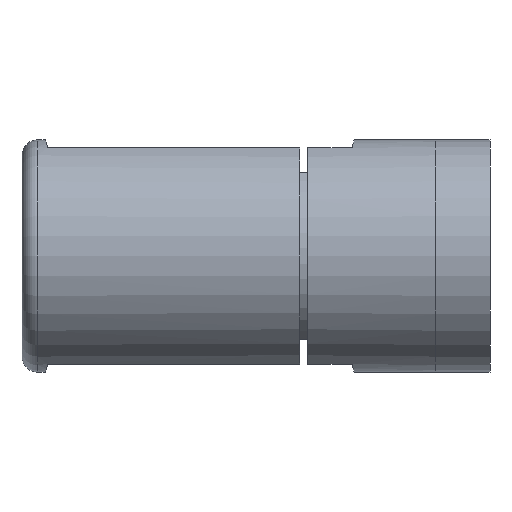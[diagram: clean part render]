
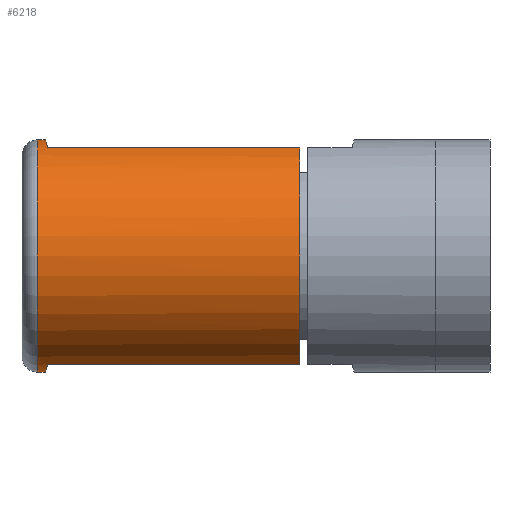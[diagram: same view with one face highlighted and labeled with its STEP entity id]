
A CAD part, left-side view. The second image highlights one B-rep face of the part: STEP entity #6218.
In plain terms, the highlighted cylindrical face has radius 15 mm (diameter 30 mm), a full revolution.
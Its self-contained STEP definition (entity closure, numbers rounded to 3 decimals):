
#170 = AXIS2_PLACEMENT_3D ( 'NONE', #7365, #14123, #16728 ) ;
#201 = EDGE_LOOP ( 'NONE', ( #1667 ) ) ;
#397 = CIRCLE ( 'NONE', #1356, 15. ) ;
#427 = DIRECTION ( 'NONE',  ( 0., -1., 0. ) ) ;
#444 = EDGE_CURVE ( 'NONE', #5224, #12336, #8702, .T. ) ;
#620 = DIRECTION ( 'NONE',  ( 0., 1., 0. ) ) ;
#658 = CARTESIAN_POINT ( 'NONE',  ( -1.888, 4.599, 15. ) ) ;
#765 = CARTESIAN_POINT ( 'NONE',  ( 5.5, 37.4, -13.955 ) ) ;
#916 = CARTESIAN_POINT ( 'NONE',  ( -5.5, 4.788, -13.955 ) ) ;
#930 = CARTESIAN_POINT ( 'NONE',  ( 0., 4.5, -15. ) ) ;
#1171 = VERTEX_POINT ( 'NONE', #16517 ) ;
#1356 = AXIS2_PLACEMENT_3D ( 'NONE', #13609, #12540, #12646 ) ;
#1621 = CARTESIAN_POINT ( 'NONE',  ( 5.5, 37.4, 13.955 ) ) ;
#1660 = EDGE_LOOP ( 'NONE', ( #16012, #3005, #16877, #5652, #10528, #10110, #11491, #17275, #15301, #13685 ) ) ;
#1667 = ORIENTED_EDGE ( 'NONE', *, *, #2443, .T. ) ;
#1827 = CYLINDRICAL_SURFACE ( 'NONE', #170, 15. ) ;
#2443 = EDGE_CURVE ( 'NONE', #10254, #10254, #397, .T. ) ;
#2457 = FACE_OUTER_BOUND ( 'NONE', #201, .T. ) ;
#2786 = CARTESIAN_POINT ( 'NONE',  ( 5.5, 37.4, -13.955 ) ) ;
#2941 =( BOUNDED_CURVE ( )  B_SPLINE_CURVE ( 3, ( #8672, #658, #12622, #5805 ),
 .UNSPECIFIED., .F., .T. ) 
 B_SPLINE_CURVE_WITH_KNOTS ( ( 4, 4 ),
 ( 1.571, 1.946 ),
 .UNSPECIFIED. ) 
 CURVE ( )  GEOMETRIC_REPRESENTATION_ITEM ( )  RATIONAL_B_SPLINE_CURVE ( ( 1., 0.988, 0.988, 1. ) ) 
 REPRESENTATION_ITEM ( '' )  );
#3005 = ORIENTED_EDGE ( 'NONE', *, *, #15114, .T. ) ;
#3575 = AXIS2_PLACEMENT_3D ( 'NONE', #4584, #620, #7194 ) ;
#3588 = CARTESIAN_POINT ( 'NONE',  ( 3.743, 4.696, 14.648 ) ) ;
#3971 = EDGE_CURVE ( 'NONE', #5070, #1171, #12671, .T. ) ;
#4140 = EDGE_CURVE ( 'NONE', #10238, #12799, #13950, .T. ) ;
#4250 = CARTESIAN_POINT ( 'NONE',  ( 0., 4.5, -15. ) ) ;
#4298 = CIRCLE ( 'NONE', #17289, 15. ) ;
#4369 = CARTESIAN_POINT ( 'NONE',  ( 3.743, 4.696, -14.648 ) ) ;
#4382 = CARTESIAN_POINT ( 'NONE',  ( -5.5, 37.4, -13.955 ) ) ;
#4584 = CARTESIAN_POINT ( 'NONE',  ( 0., 37.4, 0. ) ) ;
#4626 = VERTEX_POINT ( 'NONE', #14476 ) ;
#4915 = CARTESIAN_POINT ( 'NONE',  ( -5.5, 37.4, 13.955 ) ) ;
#5062 = LINE ( 'NONE', #15942, #5707 ) ;
#5070 = VERTEX_POINT ( 'NONE', #12144 ) ;
#5224 = VERTEX_POINT ( 'NONE', #16147 ) ;
#5348 = CARTESIAN_POINT ( 'NONE',  ( 0., 4.5, -15. ) ) ;
#5505 = DIRECTION ( 'NONE',  ( 0., -1., 0. ) ) ;
#5617 = EDGE_CURVE ( 'NONE', #7218, #4626, #15262, .T. ) ;
#5626 = CARTESIAN_POINT ( 'NONE',  ( 5.5, 4.788, -13.955 ) ) ;
#5652 = ORIENTED_EDGE ( 'NONE', *, *, #15008, .T. ) ;
#5707 = VECTOR ( 'NONE', #5505, 1000. ) ;
#5793 = VECTOR ( 'NONE', #427, 1000. ) ;
#5805 = CARTESIAN_POINT ( 'NONE',  ( -5.5, 4.788, 13.955 ) ) ;
#5841 = EDGE_CURVE ( 'NONE', #12799, #7218, #11391, .T. ) ;
#6024 = VERTEX_POINT ( 'NONE', #2786 ) ;
#6189 = DIRECTION ( 'NONE',  ( 0., 1., 0. ) ) ;
#6218 = ADVANCED_FACE ( 'NONE', ( #2457, #15027 ), #1827, .T. ) ;
#7194 = DIRECTION ( 'NONE',  ( 0., 0., 1. ) ) ;
#7218 = VERTEX_POINT ( 'NONE', #930 ) ;
#7365 = CARTESIAN_POINT ( 'NONE',  ( 0., 37.4, 0. ) ) ;
#7472 = EDGE_CURVE ( 'NONE', #8812, #6024, #4298, .T. ) ;
#8038 = CARTESIAN_POINT ( 'NONE',  ( -1.888, 4.599, -15. ) ) ;
#8443 = CARTESIAN_POINT ( 'NONE',  ( -5.5, 4.788, -13.955 ) ) ;
#8646 = CARTESIAN_POINT ( 'NONE',  ( -5.5, 37.4, 13.955 ) ) ;
#8672 = CARTESIAN_POINT ( 'NONE',  ( 0., 4.5, 15. ) ) ;
#8702 = LINE ( 'NONE', #4915, #9517 ) ;
#8812 = VERTEX_POINT ( 'NONE', #1621 ) ;
#9010 = EDGE_CURVE ( 'NONE', #1171, #5224, #2941, .T. ) ;
#9517 = VECTOR ( 'NONE', #16641, 1000. ) ;
#10071 = DIRECTION ( 'NONE',  ( 0., 0., 1. ) ) ;
#10098 = DIRECTION ( 'NONE',  ( 0., 1., 0. ) ) ;
#10110 = ORIENTED_EDGE ( 'NONE', *, *, #9010, .T. ) ;
#10238 = VERTEX_POINT ( 'NONE', #12436 ) ;
#10243 = CARTESIAN_POINT ( 'NONE',  ( 5.5, 4.788, 13.955 ) ) ;
#10254 = VERTEX_POINT ( 'NONE', #16927 ) ;
#10528 = ORIENTED_EDGE ( 'NONE', *, *, #3971, .T. ) ;
#11391 =( BOUNDED_CURVE ( )  B_SPLINE_CURVE ( 3, ( #916, #11806, #8038, #5348 ),
 .UNSPECIFIED., .F., .F. ) 
 B_SPLINE_CURVE_WITH_KNOTS ( ( 4, 4 ),
 ( 4.337, 4.712 ),
 .UNSPECIFIED. ) 
 CURVE ( )  GEOMETRIC_REPRESENTATION_ITEM ( )  RATIONAL_B_SPLINE_CURVE ( ( 1., 0.988, 0.988, 1. ) ) 
 REPRESENTATION_ITEM ( '' )  );
#11481 = CARTESIAN_POINT ( 'NONE',  ( 0., 37.4, 0. ) ) ;
#11491 = ORIENTED_EDGE ( 'NONE', *, *, #444, .T. ) ;
#11515 = CIRCLE ( 'NONE', #3575, 15. ) ;
#11545 = LINE ( 'NONE', #765, #15537 ) ;
#11806 = CARTESIAN_POINT ( 'NONE',  ( -3.743, 4.696, -14.648 ) ) ;
#12144 = CARTESIAN_POINT ( 'NONE',  ( 5.5, 4.788, 13.955 ) ) ;
#12336 = VERTEX_POINT ( 'NONE', #8646 ) ;
#12436 = CARTESIAN_POINT ( 'NONE',  ( -5.5, 37.4, -13.955 ) ) ;
#12540 = DIRECTION ( 'NONE',  ( 0., 1., 0. ) ) ;
#12622 = CARTESIAN_POINT ( 'NONE',  ( -3.743, 4.696, 14.648 ) ) ;
#12646 = DIRECTION ( 'NONE',  ( 0., 0., -1. ) ) ;
#12671 =( BOUNDED_CURVE ( )  B_SPLINE_CURVE ( 3, ( #10243, #3588, #17129, #14634 ),
 .UNSPECIFIED., .F., .F. ) 
 B_SPLINE_CURVE_WITH_KNOTS ( ( 4, 4 ),
 ( 4.337, 4.712 ),
 .UNSPECIFIED. ) 
 CURVE ( )  GEOMETRIC_REPRESENTATION_ITEM ( )  RATIONAL_B_SPLINE_CURVE ( ( 1., 0.988, 0.988, 1. ) ) 
 REPRESENTATION_ITEM ( '' )  );
#12799 = VERTEX_POINT ( 'NONE', #8443 ) ;
#13609 = CARTESIAN_POINT ( 'NONE',  ( 0., 3.5, 0. ) ) ;
#13624 = CARTESIAN_POINT ( 'NONE',  ( 1.888, 4.599, -15. ) ) ;
#13685 = ORIENTED_EDGE ( 'NONE', *, *, #5841, .T. ) ;
#13950 = LINE ( 'NONE', #4382, #5793 ) ;
#14123 = DIRECTION ( 'NONE',  ( 0., -1., 0. ) ) ;
#14476 = CARTESIAN_POINT ( 'NONE',  ( 5.5, 4.788, -13.955 ) ) ;
#14634 = CARTESIAN_POINT ( 'NONE',  ( 0., 4.5, 15. ) ) ;
#15008 = EDGE_CURVE ( 'NONE', #8812, #5070, #5062, .T. ) ;
#15027 = FACE_OUTER_BOUND ( 'NONE', #1660, .T. ) ;
#15114 = EDGE_CURVE ( 'NONE', #4626, #6024, #11545, .T. ) ;
#15262 =( BOUNDED_CURVE ( )  B_SPLINE_CURVE ( 3, ( #4250, #13624, #4369, #5626 ),
 .UNSPECIFIED., .F., .F. ) 
 B_SPLINE_CURVE_WITH_KNOTS ( ( 4, 4 ),
 ( 1.571, 1.946 ),
 .UNSPECIFIED. ) 
 CURVE ( )  GEOMETRIC_REPRESENTATION_ITEM ( )  RATIONAL_B_SPLINE_CURVE ( ( 1., 0.988, 0.988, 1. ) ) 
 REPRESENTATION_ITEM ( '' )  );
#15301 = ORIENTED_EDGE ( 'NONE', *, *, #4140, .T. ) ;
#15537 = VECTOR ( 'NONE', #10098, 1000. ) ;
#15942 = CARTESIAN_POINT ( 'NONE',  ( 5.5, 37.4, 13.955 ) ) ;
#16012 = ORIENTED_EDGE ( 'NONE', *, *, #5617, .T. ) ;
#16147 = CARTESIAN_POINT ( 'NONE',  ( -5.5, 4.788, 13.955 ) ) ;
#16470 = EDGE_CURVE ( 'NONE', #10238, #12336, #11515, .T. ) ;
#16517 = CARTESIAN_POINT ( 'NONE',  ( 0., 4.5, 15. ) ) ;
#16641 = DIRECTION ( 'NONE',  ( 0., 1., 0. ) ) ;
#16728 = DIRECTION ( 'NONE',  ( 0., 0., -1. ) ) ;
#16877 = ORIENTED_EDGE ( 'NONE', *, *, #7472, .F. ) ;
#16927 = CARTESIAN_POINT ( 'NONE',  ( 0., 3.5, -15. ) ) ;
#17129 = CARTESIAN_POINT ( 'NONE',  ( 1.888, 4.599, 15. ) ) ;
#17275 = ORIENTED_EDGE ( 'NONE', *, *, #16470, .F. ) ;
#17289 = AXIS2_PLACEMENT_3D ( 'NONE', #11481, #6189, #10071 ) ;
